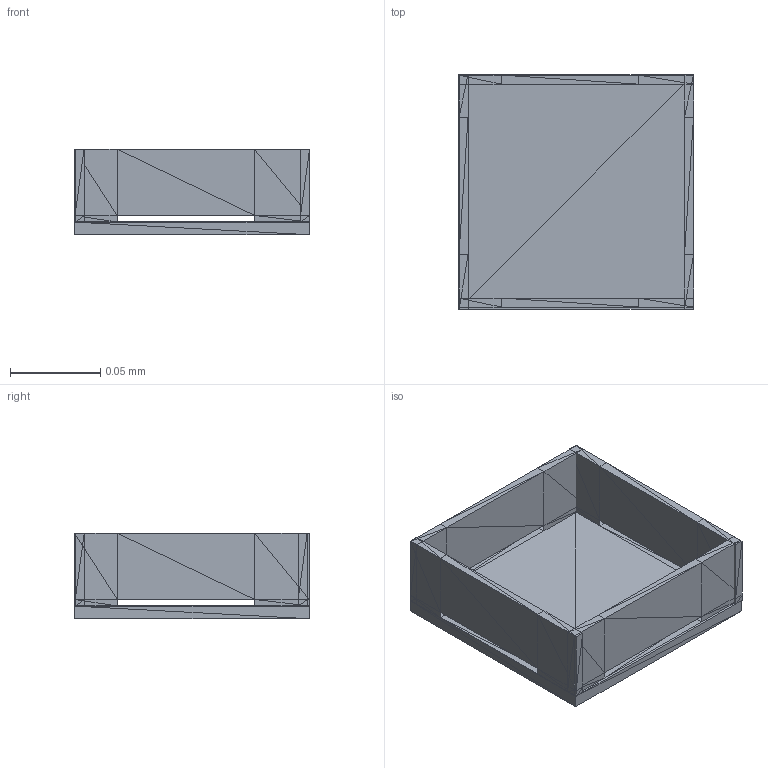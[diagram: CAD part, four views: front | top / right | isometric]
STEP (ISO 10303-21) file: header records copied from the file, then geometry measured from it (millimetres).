
FILE_DESCRIPTION(('FreeCAD Model'),'2;1');
FILE_NAME('Open CASCADE Shape Model','2025-06-17T13:31:03',('Author'),( ''),'Open CASCADE STEP processor 7.8','FreeCAD','Unknown');
FILE_SCHEMA(('AUTOMOTIVE_DESIGN { 1 0 10303 214 1 1 1 1 }'));
Length unit declared in the file: millimetre
Products named in the file (1): Base002
Bounding box: 0.13 x 0.13 x 0.05 mm (x, y, z)
Surface area: 0.1 mm2 (no closed solid volume)
Topology: 0 solids, 172 shells, 172 faces, 516 edges, 516 vertices
Faces by surface type: plane 172
Entity records: 7415 total; most frequent: CARTESIAN_POINT 1205, DIRECTION 862, ORIENTED_EDGE 516, EDGE_CURVE 516, VERTEX_POINT 516, LINE 516, VECTOR 516, AXIS2_PLACEMENT_3D 173
